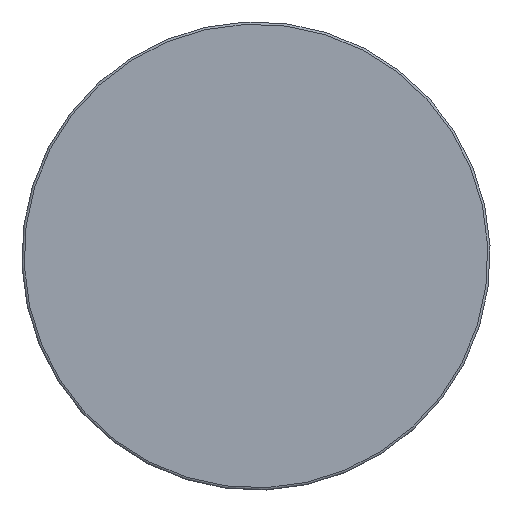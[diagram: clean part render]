
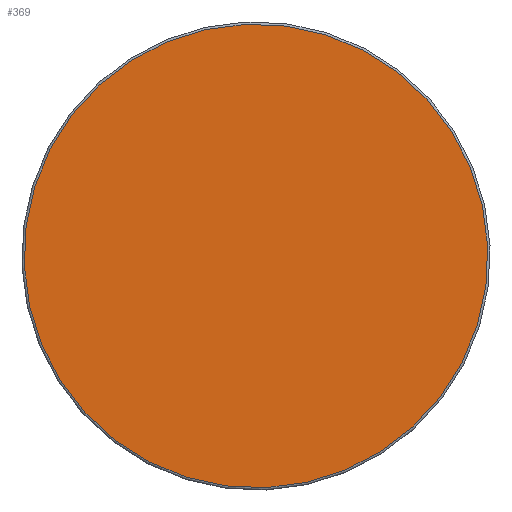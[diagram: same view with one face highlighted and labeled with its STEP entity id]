
A CAD part, front view. The second image highlights one B-rep face of the part: STEP entity #369.
In plain terms, the highlighted planar face has unit normal (0, -1, 0).
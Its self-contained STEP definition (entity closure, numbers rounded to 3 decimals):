
#31=PLANE('',#447);
#73=FACE_OUTER_BOUND('',#98,.T.);
#98=EDGE_LOOP('',(#325));
#159=CIRCLE('',#445,29.712);
#193=VERTEX_POINT('',#676);
#237=EDGE_CURVE('',#193,#193,#159,.T.);
#325=ORIENTED_EDGE('',*,*,#237,.T.);
#369=ADVANCED_FACE('',(#73),#31,.T.);
#445=AXIS2_PLACEMENT_3D('',#677,#562,#563);
#447=AXIS2_PLACEMENT_3D('',#679,#566,#567);
#562=DIRECTION('center_axis',(0.,-1.,0.));
#563=DIRECTION('ref_axis',(-0.976,0.,-0.216));
#566=DIRECTION('center_axis',(0.,-1.,0.));
#567=DIRECTION('ref_axis',(0.216,0.,-0.976));
#676=CARTESIAN_POINT('',(-6.414,-47.5,29.012));
#677=CARTESIAN_POINT('Origin',(0.,-47.5,0.));
#679=CARTESIAN_POINT('Origin',(-14.506,-47.5,-3.207));
